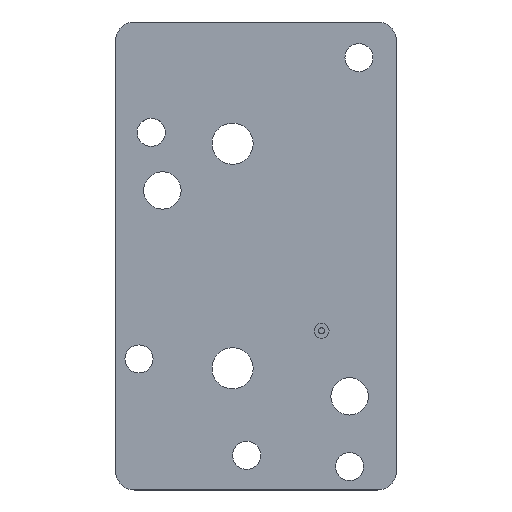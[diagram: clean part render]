
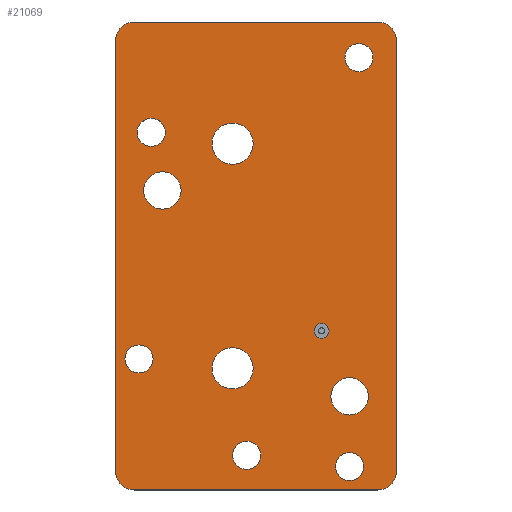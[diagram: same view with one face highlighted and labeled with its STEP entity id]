
A CAD part, top view. The second image highlights one B-rep face of the part: STEP entity #21069.
In plain terms, the highlighted planar face has unit normal (0, 0, 1).
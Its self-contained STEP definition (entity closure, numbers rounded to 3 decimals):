
#14813=FACE_OUTER_BOUND($,#17099,.F.);
#14823=FACE_OUTER_BOUND($,#17109,.T.);
#14827=FACE_OUTER_BOUND($,#17113,.T.);
#14831=FACE_OUTER_BOUND($,#17117,.T.);
#14835=FACE_OUTER_BOUND($,#17121,.T.);
#14839=FACE_OUTER_BOUND($,#17125,.T.);
#14843=FACE_OUTER_BOUND($,#17129,.T.);
#14847=FACE_OUTER_BOUND($,#17133,.T.);
#14851=FACE_OUTER_BOUND($,#17137,.T.);
#14855=FACE_OUTER_BOUND($,#17141,.T.);
#14859=FACE_OUTER_BOUND($,#17145,.T.);
#17099=EDGE_LOOP($,(#37805,#37806,#37807,#37808,#37809,#37810,#37811,#37812));
#17109=EDGE_LOOP($,(#37853,#37854));
#17113=EDGE_LOOP($,(#37865,#37866));
#17117=EDGE_LOOP($,(#37877,#37878));
#17121=EDGE_LOOP($,(#37889,#37890));
#17125=EDGE_LOOP($,(#37901,#37902));
#17129=EDGE_LOOP($,(#37913,#37914));
#17133=EDGE_LOOP($,(#37925,#37926));
#17137=EDGE_LOOP($,(#37937,#37938));
#17141=EDGE_LOOP($,(#37949,#37950));
#17145=EDGE_LOOP($,(#37961,#37962));
#19405=PLANE($,#34534);
#21069=ADVANCED_FACE($,(#14813,#14823,#14827,#14831,#14835,#14839,#14843,
#14847,#14851,#14855,#14859),#19405,.T.);
#23332=VECTOR($,#61173,13.);
#23333=VECTOR($,#61174,23.);
#23334=VECTOR($,#61175,13.);
#23335=VECTOR($,#61176,23.);
#28433=LINE($,#72624,#23332);
#28434=LINE($,#72626,#23333);
#28435=LINE($,#72628,#23334);
#28436=LINE($,#72630,#23335);
#33534=CIRCLE($,#34530,1.);
#33535=CIRCLE($,#34531,1.);
#33536=CIRCLE($,#34532,1.);
#33537=CIRCLE($,#34533,1.);
#33542=CIRCLE($,#34548,1.);
#33543=CIRCLE($,#34549,1.);
#33546=CIRCLE($,#34554,1.);
#33547=CIRCLE($,#34555,1.);
#33550=CIRCLE($,#34560,1.1);
#33551=CIRCLE($,#34561,1.1);
#33554=CIRCLE($,#34566,1.1);
#33555=CIRCLE($,#34567,1.1);
#33558=CIRCLE($,#34572,0.4);
#33559=CIRCLE($,#34573,0.4);
#33562=CIRCLE($,#34578,0.75);
#33563=CIRCLE($,#34579,0.75);
#33566=CIRCLE($,#34584,0.75);
#33567=CIRCLE($,#34585,0.75);
#33570=CIRCLE($,#34590,0.75);
#33571=CIRCLE($,#34591,0.75);
#33574=CIRCLE($,#34596,0.75);
#33575=CIRCLE($,#34597,0.75);
#33578=CIRCLE($,#34602,0.75);
#33579=CIRCLE($,#34603,0.75);
#34530=AXIS2_PLACEMENT_3D($,#72632,#61170,$);
#34531=AXIS2_PLACEMENT_3D($,#72633,#61170,$);
#34532=AXIS2_PLACEMENT_3D($,#72634,#61170,$);
#34533=AXIS2_PLACEMENT_3D($,#72635,#61170,$);
#34534=AXIS2_PLACEMENT_3D($,#72624,#61170,$);
#34548=AXIS2_PLACEMENT_3D($,#72656,#61170,$);
#34549=AXIS2_PLACEMENT_3D($,#72657,#61170,$);
#34554=AXIS2_PLACEMENT_3D($,#72668,#61170,$);
#34555=AXIS2_PLACEMENT_3D($,#72669,#61170,$);
#34560=AXIS2_PLACEMENT_3D($,#72680,#61170,$);
#34561=AXIS2_PLACEMENT_3D($,#72681,#61170,$);
#34566=AXIS2_PLACEMENT_3D($,#72692,#61170,$);
#34567=AXIS2_PLACEMENT_3D($,#72693,#61170,$);
#34572=AXIS2_PLACEMENT_3D($,#72704,#61170,$);
#34573=AXIS2_PLACEMENT_3D($,#72705,#61170,$);
#34578=AXIS2_PLACEMENT_3D($,#72716,#61170,$);
#34579=AXIS2_PLACEMENT_3D($,#72717,#61170,$);
#34584=AXIS2_PLACEMENT_3D($,#72728,#61170,$);
#34585=AXIS2_PLACEMENT_3D($,#72729,#61170,$);
#34590=AXIS2_PLACEMENT_3D($,#72740,#61170,$);
#34591=AXIS2_PLACEMENT_3D($,#72741,#61170,$);
#34596=AXIS2_PLACEMENT_3D($,#72752,#61170,$);
#34597=AXIS2_PLACEMENT_3D($,#72753,#61170,$);
#34602=AXIS2_PLACEMENT_3D($,#72764,#61170,$);
#34603=AXIS2_PLACEMENT_3D($,#72765,#61170,$);
#37805=ORIENTED_EDGE($,*,*,#50565,.T.);
#37806=ORIENTED_EDGE($,*,*,#50566,.T.);
#37807=ORIENTED_EDGE($,*,*,#50567,.T.);
#37808=ORIENTED_EDGE($,*,*,#50568,.T.);
#37809=ORIENTED_EDGE($,*,*,#50569,.T.);
#37810=ORIENTED_EDGE($,*,*,#50570,.T.);
#37811=ORIENTED_EDGE($,*,*,#50571,.T.);
#37812=ORIENTED_EDGE($,*,*,#50572,.T.);
#37853=ORIENTED_EDGE($,*,*,#50590,.T.);
#37854=ORIENTED_EDGE($,*,*,#50591,.T.);
#37865=ORIENTED_EDGE($,*,*,#50597,.T.);
#37866=ORIENTED_EDGE($,*,*,#50598,.T.);
#37877=ORIENTED_EDGE($,*,*,#50604,.T.);
#37878=ORIENTED_EDGE($,*,*,#50605,.T.);
#37889=ORIENTED_EDGE($,*,*,#50611,.T.);
#37890=ORIENTED_EDGE($,*,*,#50612,.T.);
#37901=ORIENTED_EDGE($,*,*,#50618,.T.);
#37902=ORIENTED_EDGE($,*,*,#50619,.T.);
#37913=ORIENTED_EDGE($,*,*,#50625,.T.);
#37914=ORIENTED_EDGE($,*,*,#50626,.T.);
#37925=ORIENTED_EDGE($,*,*,#50632,.T.);
#37926=ORIENTED_EDGE($,*,*,#50633,.T.);
#37937=ORIENTED_EDGE($,*,*,#50639,.T.);
#37938=ORIENTED_EDGE($,*,*,#50640,.T.);
#37949=ORIENTED_EDGE($,*,*,#50646,.T.);
#37950=ORIENTED_EDGE($,*,*,#50647,.T.);
#37961=ORIENTED_EDGE($,*,*,#50653,.T.);
#37962=ORIENTED_EDGE($,*,*,#50654,.T.);
#50565=EDGE_CURVE($,#56956,#56957,#33534,.F.);
#50566=EDGE_CURVE($,#56957,#56958,#28433,.T.);
#50567=EDGE_CURVE($,#56958,#56959,#33535,.F.);
#50568=EDGE_CURVE($,#56959,#56960,#28434,.T.);
#50569=EDGE_CURVE($,#56960,#56961,#33536,.F.);
#50570=EDGE_CURVE($,#56961,#56962,#28435,.T.);
#50571=EDGE_CURVE($,#56962,#56963,#33537,.F.);
#50572=EDGE_CURVE($,#56963,#56956,#28436,.T.);
#50590=EDGE_CURVE($,#56974,#56975,#33542,.F.);
#50591=EDGE_CURVE($,#56975,#56974,#33543,.F.);
#50597=EDGE_CURVE($,#56980,#56981,#33546,.F.);
#50598=EDGE_CURVE($,#56981,#56980,#33547,.F.);
#50604=EDGE_CURVE($,#56986,#56987,#33550,.F.);
#50605=EDGE_CURVE($,#56987,#56986,#33551,.F.);
#50611=EDGE_CURVE($,#56992,#56993,#33554,.F.);
#50612=EDGE_CURVE($,#56993,#56992,#33555,.F.);
#50618=EDGE_CURVE($,#56998,#56999,#33558,.F.);
#50619=EDGE_CURVE($,#56999,#56998,#33559,.F.);
#50625=EDGE_CURVE($,#57004,#57005,#33562,.F.);
#50626=EDGE_CURVE($,#57005,#57004,#33563,.F.);
#50632=EDGE_CURVE($,#57010,#57011,#33566,.F.);
#50633=EDGE_CURVE($,#57011,#57010,#33567,.F.);
#50639=EDGE_CURVE($,#57016,#57017,#33570,.F.);
#50640=EDGE_CURVE($,#57017,#57016,#33571,.F.);
#50646=EDGE_CURVE($,#57022,#57023,#33574,.F.);
#50647=EDGE_CURVE($,#57023,#57022,#33575,.F.);
#50653=EDGE_CURVE($,#57028,#57029,#33578,.F.);
#50654=EDGE_CURVE($,#57029,#57028,#33579,.F.);
#56956=VERTEX_POINT($,#72623);
#56957=VERTEX_POINT($,#72624);
#56958=VERTEX_POINT($,#72625);
#56959=VERTEX_POINT($,#72626);
#56960=VERTEX_POINT($,#72627);
#56961=VERTEX_POINT($,#72628);
#56962=VERTEX_POINT($,#72629);
#56963=VERTEX_POINT($,#72630);
#56974=VERTEX_POINT($,#72653);
#56975=VERTEX_POINT($,#72654);
#56980=VERTEX_POINT($,#72665);
#56981=VERTEX_POINT($,#72666);
#56986=VERTEX_POINT($,#72677);
#56987=VERTEX_POINT($,#72678);
#56992=VERTEX_POINT($,#72689);
#56993=VERTEX_POINT($,#72690);
#56998=VERTEX_POINT($,#72701);
#56999=VERTEX_POINT($,#72702);
#57004=VERTEX_POINT($,#72713);
#57005=VERTEX_POINT($,#72714);
#57010=VERTEX_POINT($,#72725);
#57011=VERTEX_POINT($,#72726);
#57016=VERTEX_POINT($,#72737);
#57017=VERTEX_POINT($,#72738);
#57022=VERTEX_POINT($,#72749);
#57023=VERTEX_POINT($,#72750);
#57028=VERTEX_POINT($,#72761);
#57029=VERTEX_POINT($,#72762);
#61170=DIRECTION($,(0.,0.,1.));
#61173=DIRECTION($,(-1.,0.,0.));
#61174=DIRECTION($,(0.,1.,0.));
#61175=DIRECTION($,(1.,0.,0.));
#61176=DIRECTION($,(0.,-1.,0.));
#72623=CARTESIAN_POINT('',(15.,1.,0.));
#72624=CARTESIAN_POINT('',(14.,0.,0.));
#72625=CARTESIAN_POINT('',(1.,0.,0.));
#72626=CARTESIAN_POINT('',(0.,1.,0.));
#72627=CARTESIAN_POINT('',(0.,24.,0.));
#72628=CARTESIAN_POINT('',(1.,25.,0.));
#72629=CARTESIAN_POINT('',(14.,25.,0.));
#72630=CARTESIAN_POINT('',(15.,24.,0.));
#72632=CARTESIAN_POINT('',(14.,1.,0.));
#72633=CARTESIAN_POINT('',(1.,1.,0.));
#72634=CARTESIAN_POINT('',(1.,24.,0.));
#72635=CARTESIAN_POINT('',(14.,24.,0.));
#72653=CARTESIAN_POINT('',(13.5,5.,0.));
#72654=CARTESIAN_POINT('',(11.5,5.,0.));
#72656=CARTESIAN_POINT('',(12.5,5.,0.));
#72657=CARTESIAN_POINT('',(12.5,5.,0.));
#72665=CARTESIAN_POINT('',(3.5,16.,0.));
#72666=CARTESIAN_POINT('',(1.5,16.,0.));
#72668=CARTESIAN_POINT('',(2.5,16.,0.));
#72669=CARTESIAN_POINT('',(2.5,16.,0.));
#72677=CARTESIAN_POINT('',(7.35,6.5,0.));
#72678=CARTESIAN_POINT('',(5.15,6.5,0.));
#72680=CARTESIAN_POINT('',(6.25,6.5,0.));
#72681=CARTESIAN_POINT('',(6.25,6.5,0.));
#72689=CARTESIAN_POINT('',(7.35,18.5,0.));
#72690=CARTESIAN_POINT('',(5.15,18.5,0.));
#72692=CARTESIAN_POINT('',(6.25,18.5,0.));
#72693=CARTESIAN_POINT('',(6.25,18.5,0.));
#72701=CARTESIAN_POINT('',(11.4,8.5,0.));
#72702=CARTESIAN_POINT('',(10.6,8.5,0.));
#72704=CARTESIAN_POINT('',(11.,8.5,0.));
#72705=CARTESIAN_POINT('',(11.,8.5,0.));
#72713=CARTESIAN_POINT('',(13.25,1.25,0.));
#72714=CARTESIAN_POINT('',(11.75,1.25,0.));
#72716=CARTESIAN_POINT('',(12.5,1.25,0.));
#72717=CARTESIAN_POINT('',(12.5,1.25,0.));
#72725=CARTESIAN_POINT('',(2.,7.,0.));
#72726=CARTESIAN_POINT('',(0.5,7.,0.));
#72728=CARTESIAN_POINT('',(1.25,7.,0.));
#72729=CARTESIAN_POINT('',(1.25,7.,0.));
#72737=CARTESIAN_POINT('',(2.65,19.1,0.));
#72738=CARTESIAN_POINT('',(1.15,19.1,0.));
#72740=CARTESIAN_POINT('',(1.9,19.1,0.));
#72741=CARTESIAN_POINT('',(1.9,19.1,0.));
#72749=CARTESIAN_POINT('',(13.75,23.1,0.));
#72750=CARTESIAN_POINT('',(12.25,23.1,0.));
#72752=CARTESIAN_POINT('',(13.,23.1,0.));
#72753=CARTESIAN_POINT('',(13.,23.1,0.));
#72761=CARTESIAN_POINT('',(7.75,1.85,0.));
#72762=CARTESIAN_POINT('',(6.25,1.85,0.));
#72764=CARTESIAN_POINT('',(7.,1.85,0.));
#72765=CARTESIAN_POINT('',(7.,1.85,0.));
